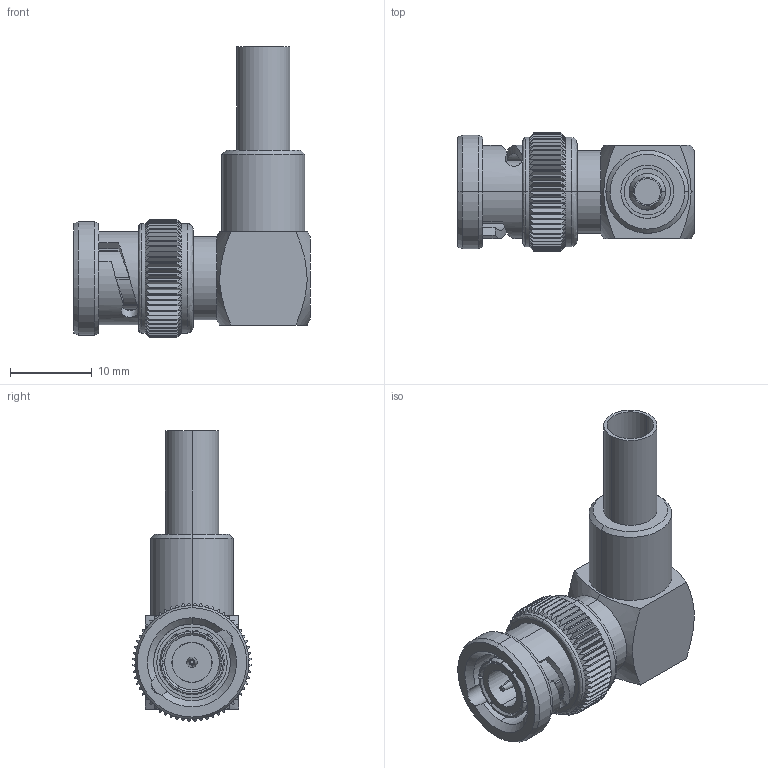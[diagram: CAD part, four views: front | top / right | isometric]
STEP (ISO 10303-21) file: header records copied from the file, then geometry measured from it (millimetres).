
FILE_DESCRIPTION (( 'STEP AP203' ), '1' );
FILE_NAME ('PE4345.step', '2019-08-19T19:16:11', ( '' ), ( '' ), 'SwSTEP 2.0', 'SolidWorks 2018', '' );
FILE_SCHEMA (( 'CONFIG_CONTROL_DESIGN' ));
Length unit declared in the file: inch
Products named in the file (1): PE4345
Bounding box: 28.91 x 14.46 x 35.6 mm (x, y, z)
Volume: 4094.9 mm3; surface area: 3549 mm2
Topology: 2 solids, 3 shells, 441 faces, 1002 edges, 576 vertices
Faces by surface type: plane 171, cone 144, cylinder 105, bspline 12, torus 9
Entity records: 13724 total; most frequent: CARTESIAN_POINT 4204, ORIENTED_EDGE 2004, DIRECTION 1943, EDGE_CURVE 1002, AXIS2_PLACEMENT_3D 821, VERTEX_POINT 576, EDGE_LOOP 456, ADVANCED_FACE 441
